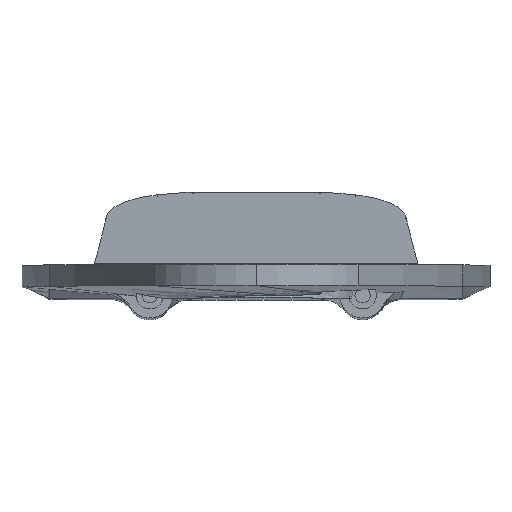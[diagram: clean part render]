
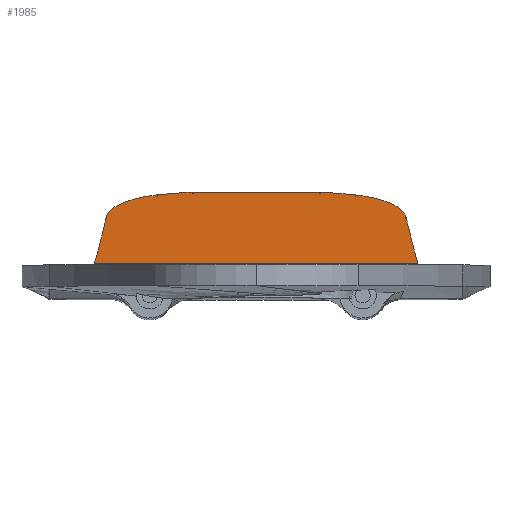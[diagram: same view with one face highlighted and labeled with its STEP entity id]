
A CAD part, top view. The second image highlights one B-rep face of the part: STEP entity #1985.
In plain terms, the highlighted planar face has unit normal (0, 0.951, 0.309).
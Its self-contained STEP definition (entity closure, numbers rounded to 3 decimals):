
#283=FACE_OUTER_BOUND('',#419,.T.);
#419=EDGE_LOOP('',(#1707,#1708,#1709,#1710,#1711,#1712,#1713,#1714));
#482=ELLIPSE('',#2188,3220.191,3062.584);
#483=ELLIPSE('',#2191,3220.191,3062.584);
#484=ELLIPSE('',#2192,26.889,25.573);
#485=ELLIPSE('',#2193,121.799,115.838);
#486=ELLIPSE('',#2194,121.799,115.838);
#487=ELLIPSE('',#2195,26.889,25.573);
#561=LINE('',#4939,#655);
#562=LINE('',#4948,#656);
#655=VECTOR('',#2597,10.);
#656=VECTOR('',#2606,10.);
#942=VERTEX_POINT('',#4905);
#943=VERTEX_POINT('',#4912);
#944=VERTEX_POINT('',#4932);
#945=VERTEX_POINT('',#4941);
#946=VERTEX_POINT('',#4943);
#947=VERTEX_POINT('',#4945);
#948=VERTEX_POINT('',#4947);
#949=VERTEX_POINT('',#4949);
#1213=EDGE_CURVE('',#942,#943,#482,.T.);
#1216=EDGE_CURVE('',#944,#942,#561,.T.);
#1217=EDGE_CURVE('',#945,#944,#483,.T.);
#1218=EDGE_CURVE('',#946,#945,#484,.T.);
#1219=EDGE_CURVE('',#947,#946,#485,.T.);
#1220=EDGE_CURVE('',#947,#948,#562,.T.);
#1221=EDGE_CURVE('',#949,#948,#486,.T.);
#1222=EDGE_CURVE('',#943,#949,#487,.T.);
#1707=ORIENTED_EDGE('',*,*,#1216,.F.);
#1708=ORIENTED_EDGE('',*,*,#1217,.F.);
#1709=ORIENTED_EDGE('',*,*,#1218,.F.);
#1710=ORIENTED_EDGE('',*,*,#1219,.F.);
#1711=ORIENTED_EDGE('',*,*,#1220,.T.);
#1712=ORIENTED_EDGE('',*,*,#1221,.F.);
#1713=ORIENTED_EDGE('',*,*,#1222,.F.);
#1714=ORIENTED_EDGE('',*,*,#1213,.F.);
#1895=PLANE('',#2190);
#1985=ADVANCED_FACE('',(#283),#1895,.F.);
#2188=AXIS2_PLACEMENT_3D('',#4913,#2592,#2593);
#2190=AXIS2_PLACEMENT_3D('',#4940,#2598,#2599);
#2191=AXIS2_PLACEMENT_3D('',#4942,#2600,#2601);
#2192=AXIS2_PLACEMENT_3D('',#4944,#2602,#2603);
#2193=AXIS2_PLACEMENT_3D('',#4946,#2604,#2605);
#2194=AXIS2_PLACEMENT_3D('',#4950,#2607,#2608);
#2195=AXIS2_PLACEMENT_3D('',#4951,#2609,#2610);
#2592=DIRECTION('center_axis',(0.,0.951,0.309));
#2593=DIRECTION('ref_axis',(0.,0.309,-0.951));
#2597=DIRECTION('',(-1.,0.,0.));
#2598=DIRECTION('center_axis',(0.,-0.951,-0.309));
#2599=DIRECTION('ref_axis',(0.,-0.309,0.951));
#2600=DIRECTION('center_axis',(0.,0.951,0.309));
#2601=DIRECTION('ref_axis',(0.,0.309,-0.951));
#2602=DIRECTION('center_axis',(0.,-0.951,-0.309));
#2603=DIRECTION('ref_axis',(0.,0.309,-0.951));
#2604=DIRECTION('center_axis',(0.,-0.951,-0.309));
#2605=DIRECTION('ref_axis',(0.,0.309,-0.951));
#2606=DIRECTION('',(-1.,0.,0.));
#2607=DIRECTION('center_axis',(0.,-0.951,-0.309));
#2608=DIRECTION('ref_axis',(0.,0.309,-0.951));
#2609=DIRECTION('center_axis',(0.,-0.951,-0.309));
#2610=DIRECTION('ref_axis',(0.,0.309,-0.951));
#4905=CARTESIAN_POINT('',(-53.608,7.979,-195.33));
#4912=CARTESIAN_POINT('',(-49.662,23.638,-243.522));
#4913=CARTESIAN_POINT('Origin',(-3103.91,97.007,-469.329));
#4932=CARTESIAN_POINT('',(52.825,7.979,-195.33));
#4939=CARTESIAN_POINT('',(37.304,7.979,-195.33));
#4940=CARTESIAN_POINT('Origin',(75.,31.675,-268.26));
#4941=CARTESIAN_POINT('',(48.879,23.638,-243.522));
#4942=CARTESIAN_POINT('Origin',(3103.127,97.007,-469.329));
#4943=CARTESIAN_POINT('',(32.218,30.822,-265.632));
#4944=CARTESIAN_POINT('Origin',(23.376,23.025,-241.637));
#4945=CARTESIAN_POINT('',(21.343,31.675,-268.26));
#4946=CARTESIAN_POINT('Origin',(-0.392,-5.294,-154.479));
#4947=CARTESIAN_POINT('',(-22.126,31.675,-268.26));
#4948=CARTESIAN_POINT('',(75.,31.675,-268.26));
#4949=CARTESIAN_POINT('',(-33.001,30.822,-265.632));
#4950=CARTESIAN_POINT('Origin',(-0.392,-5.294,-154.479));
#4951=CARTESIAN_POINT('Origin',(-24.159,23.025,-241.637));
